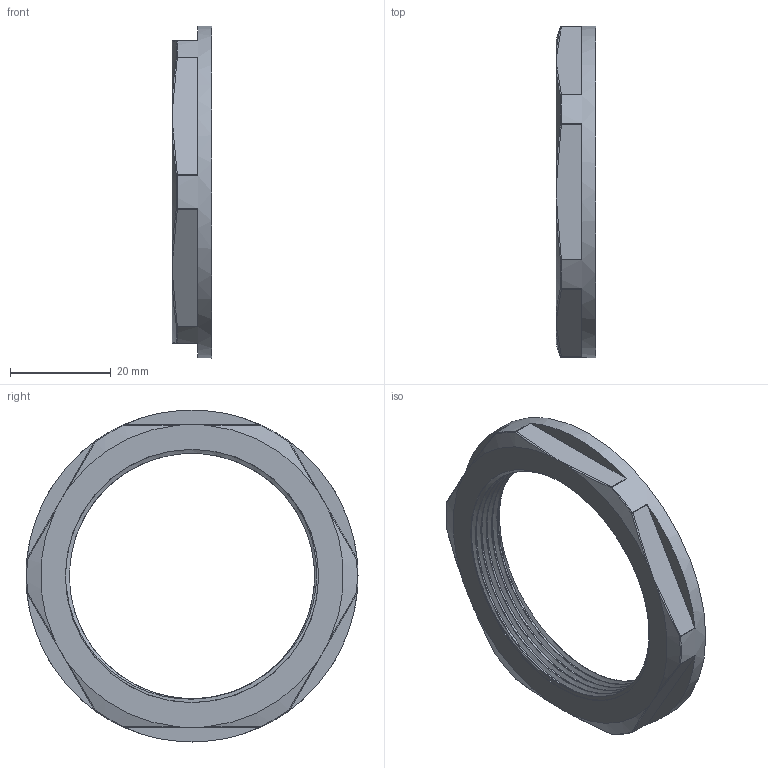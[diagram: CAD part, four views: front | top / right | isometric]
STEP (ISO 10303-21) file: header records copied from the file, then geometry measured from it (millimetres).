
FILE_DESCRIPTION(/* description */ ('Gegenmutter mit Bund M 50x1,5'),/* implementation_level */ '2;1');
FILE_NAME(/* name */ '13096550-RST.stp',/* time_stamp */ '2022-02-08T12:38:36+01:00',/* author */ ('sl'),/* organization */ (''),/* preprocessor_version */ 'ST-DEVELOPER v16.5',/* originating_system */ 'Autodesk Inventor 2017',/* authorisation */ '');
FILE_SCHEMA (('AUTOMOTIVE_DESIGN { 1 0 10303 214 3 1 1 }'));
Length unit declared in the file: millimetre
Products named in the file (1): 13096550
Bounding box: 7.9 x 65.75 x 65.75 mm (x, y, z)
Volume: 7911.9 mm3; surface area: 8076.9 mm2
Topology: 1 solids, 1 shells, 194 faces, 499 edges, 307 vertices
Faces by surface type: cylinder 80, plane 64, bspline 26, sphere 12, torus 6, cone 6
Full cylindrical faces by diameter (mm): 50.162 x6, 65.75 x1
Entity records: 7164 total; most frequent: CARTESIAN_POINT 2630, DIRECTION 972, ORIENTED_EDGE 930, EDGE_CURVE 465, AXIS2_PLACEMENT_3D 387, VERTEX_POINT 293, CIRCLE 223, EDGE_LOOP 206
